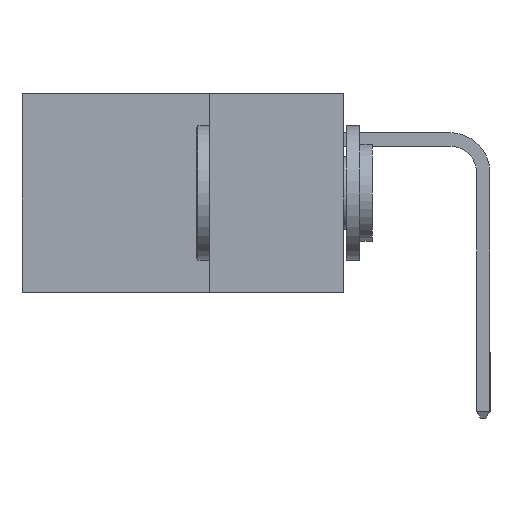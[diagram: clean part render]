
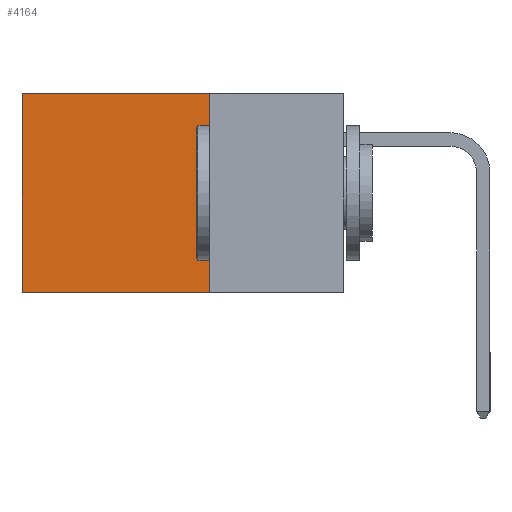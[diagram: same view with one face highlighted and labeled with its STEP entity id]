
A CAD part, left-side view. The second image highlights one B-rep face of the part: STEP entity #4164.
In plain terms, the highlighted planar face has unit normal (-1, 0, 0).
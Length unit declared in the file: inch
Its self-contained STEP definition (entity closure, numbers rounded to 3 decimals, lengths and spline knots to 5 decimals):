
#431 = VERTEX_POINT ( 'NONE', #27022 ) ;
#658 = DIRECTION ( 'NONE',  ( 1., 0., 0. ) ) ;
#851 = AXIS2_PLACEMENT_3D ( 'NONE', #13334, #658, #1106 ) ;
#1106 = DIRECTION ( 'NONE',  ( 0., 0., -1. ) ) ;
#1302 = CARTESIAN_POINT ( 'NONE',  ( 0.298, 0.6, 0. ) ) ;
#1374 = DIRECTION ( 'NONE',  ( 0., 0., -1. ) ) ;
#1547 = ORIENTED_EDGE ( 'NONE', *, *, #27494, .F. ) ;
#3747 = VERTEX_POINT ( 'NONE', #26036 ) ;
#4045 = DIRECTION ( 'NONE',  ( 0., 0., -1. ) ) ;
#4164 = ADVANCED_FACE ( 'NONE', ( #25399 ), #15860, .F. ) ;
#4921 = LINE ( 'NONE', #1302, #17201 ) ;
#5618 = VECTOR ( 'NONE', #9310, 39.37008 ) ;
#5995 = EDGE_CURVE ( 'NONE', #3747, #12629, #4921, .T. ) ;
#6382 = LINE ( 'NONE', #21386, #5618 ) ;
#6696 = VERTEX_POINT ( 'NONE', #29512 ) ;
#8128 = VECTOR ( 'NONE', #4045, 39.37008 ) ;
#9310 = DIRECTION ( 'NONE',  ( 0., 1., 0. ) ) ;
#10726 = ORIENTED_EDGE ( 'NONE', *, *, #18917, .F. ) ;
#12340 = EDGE_LOOP ( 'NONE', ( #25287, #1547, #10726, #25825 ) ) ;
#12629 = VERTEX_POINT ( 'NONE', #25198 ) ;
#13334 = CARTESIAN_POINT ( 'NONE',  ( 0.298, 0.25, 0. ) ) ;
#14583 = EDGE_CURVE ( 'NONE', #6696, #3747, #15468, .T. ) ;
#14615 = LINE ( 'NONE', #16258, #8128 ) ;
#15468 = LINE ( 'NONE', #16049, #22634 ) ;
#15860 = PLANE ( 'NONE',  #851 ) ;
#16049 = CARTESIAN_POINT ( 'NONE',  ( 0.298, 0.25, 0. ) ) ;
#16258 = CARTESIAN_POINT ( 'NONE',  ( 0.298, 0.25, 0. ) ) ;
#17201 = VECTOR ( 'NONE', #1374, 39.37008 ) ;
#18917 = EDGE_CURVE ( 'NONE', #6696, #431, #14615, .T. ) ;
#21386 = CARTESIAN_POINT ( 'NONE',  ( 0.298, 0.25, -0.37 ) ) ;
#22634 = VECTOR ( 'NONE', #23301, 39.37008 ) ;
#23301 = DIRECTION ( 'NONE',  ( 0., 1., 0. ) ) ;
#25198 = CARTESIAN_POINT ( 'NONE',  ( 0.298, 0.6, -0.37 ) ) ;
#25287 = ORIENTED_EDGE ( 'NONE', *, *, #5995, .T. ) ;
#25399 = FACE_OUTER_BOUND ( 'NONE', #12340, .T. ) ;
#25825 = ORIENTED_EDGE ( 'NONE', *, *, #14583, .T. ) ;
#26036 = CARTESIAN_POINT ( 'NONE',  ( 0.298, 0.6, 0. ) ) ;
#27022 = CARTESIAN_POINT ( 'NONE',  ( 0.298, 0.25, -0.37 ) ) ;
#27494 = EDGE_CURVE ( 'NONE', #431, #12629, #6382, .T. ) ;
#29512 = CARTESIAN_POINT ( 'NONE',  ( 0.298, 0.25, 0. ) ) ;
